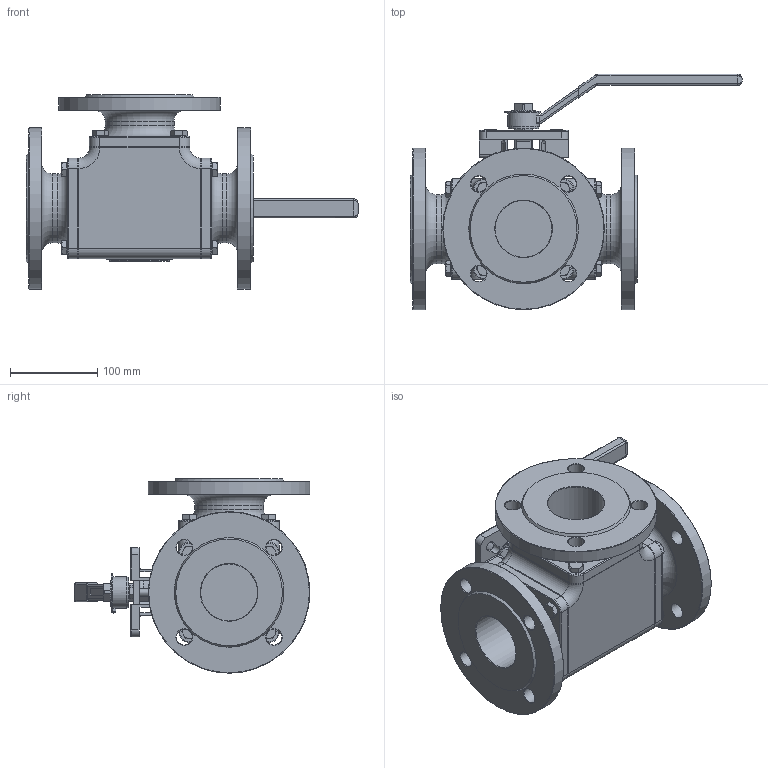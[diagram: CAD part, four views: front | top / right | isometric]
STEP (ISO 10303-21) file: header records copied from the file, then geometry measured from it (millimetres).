
FILE_DESCRIPTION(/* description */ (''),/* implementation_level */ '2;1');
FILE_NAME(/* name */ 'DN65_3D_STEP.stp',/* time_stamp */ '2024-11-03T16:46:03+03:00',/* author */ ('igorr'),/* organization */ (''),/* preprocessor_version */ 'ST-DEVELOPER v20',/* originating_system */ 'Autodesk Inventor 2025',/* authorisation */ '');
FILE_SCHEMA (('AUTOMOTIVE_DESIGN { 1 0 10303 214 3 1 1 }'));
Length unit declared in the file: millimetre
Products named in the file (6): Сборка1; Деталь; Деталь1; AS 1110 - M8 x 40; ANSI B18.2.4.2M - M8x1,25; AS 1110 - M10 x 16
Assembly tree (18 placements, depth 2):
  Сборка1
    Деталь
    Деталь1
    AS 1110 - M8 x 40  x2
    ANSI B18.2.4.2M - M8x1,25  x2
    AS 1110 - M10 x 16  x12
Bounding box: 380 x 269.89 x 222.5 mm (x, y, z)
Volume: 4050454.7 mm3; surface area: 476324.4 mm2
Topology: 18 solids, 19 shells, 928 faces, 2197 edges, 1365 vertices
Faces by surface type: plane 482, cylinder 191, cone 150, bspline 58, torus 47
Full cylindrical faces by diameter (mm): 1.336 x1, 1.364 x1, 2 x1, 6.647 x2, 8 x2, 9 x2, 10 x12, 11 x12, 13 x2, 16 x12, 18 x12, 21.042 x1, 30 x3, 35 x1, 36 x1, 50 x1, 65 x3, 69 x1, 79 x3, 185 x3
Entity records: 20298 total; most frequent: CARTESIAN_POINT 4843, ORIENTED_EDGE 3058, DIRECTION 2983, EDGE_CURVE 1529, AXIS2_PLACEMENT_3D 1075, VERTEX_POINT 976, LINE 833, VECTOR 833
